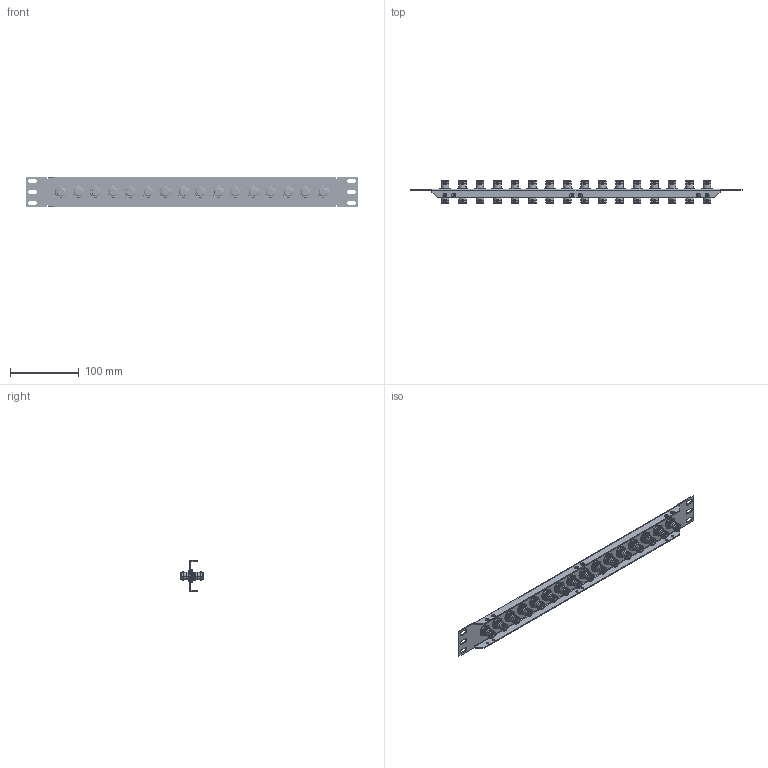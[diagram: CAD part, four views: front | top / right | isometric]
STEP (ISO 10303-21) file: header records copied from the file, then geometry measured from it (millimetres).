
FILE_DESCRIPTION (( 'STEP AP203' ), '1' );
FILE_NAME ('PR175B16BLK.STEP', '2015-04-08T17:38:02', ( 'x' ), ( '' ), 'SwSTEP 2.0', 'SolidWorks 2014', '' );
FILE_SCHEMA (( 'CONFIG_CONTROL_DESIGN' ));
Length unit declared in the file: inch
Products named in the file (6): PR175-16BLK; BA1089; 3AA03-005; 3AA02-008; PR175B16BLK
Assembly tree (20 placements, depth 3):
  PR175B16BLK
    PR175-16BLK
    BA1089  x16
      BA1089
      3AA03-005
      3AA02-008
Bounding box: 482.6 x 32.51 x 43.94 mm (x, y, z)
Volume: 82992.6 mm3; surface area: 110503.5 mm2
Topology: 49 solids, 49 shells, 4653 faces, 12024 edges, 7704 vertices
Faces by surface type: plane 1701, cylinder 1560, cone 1176, bspline 152, torus 64
Entity records: 32139 total; most frequent: CARTESIAN_POINT 11565, ORIENTED_EDGE 4308, DIRECTION 3541, EDGE_CURVE 2154, VERTEX_POINT 1404, LINE 1369, VECTOR 1369, AXIS2_PLACEMENT_3D 1086
